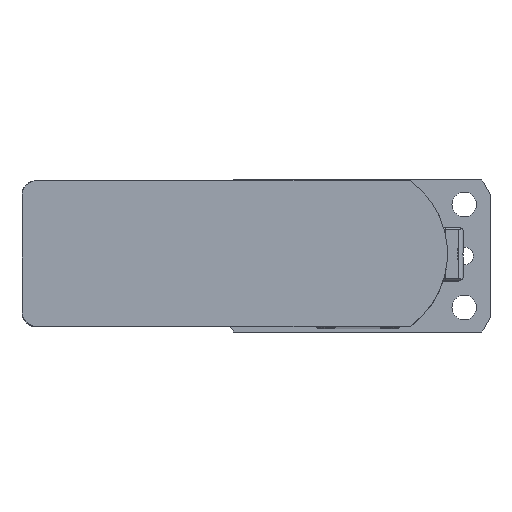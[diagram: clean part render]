
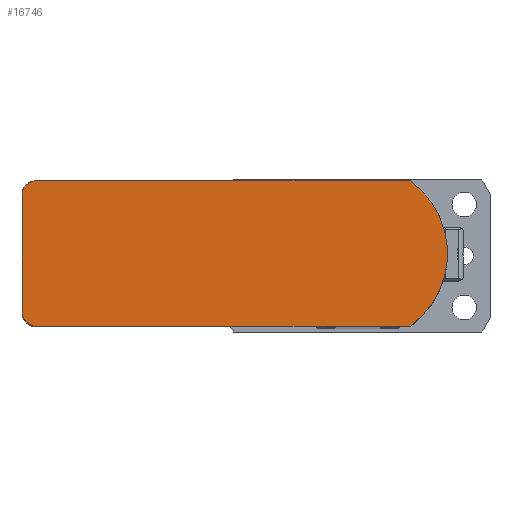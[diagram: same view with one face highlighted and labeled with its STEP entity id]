
A CAD part, top view. The second image highlights one B-rep face of the part: STEP entity #16746.
In plain terms, the highlighted planar face has unit normal (0, 0, 1).
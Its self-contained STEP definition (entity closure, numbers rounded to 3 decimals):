
#976=PLANE('',#18114);
#1594=FACE_OUTER_BOUND('',#2583,.T.);
#2583=EDGE_LOOP('',(#12044,#12045,#12046,#12047,#12048,#12049));
#3797=LINE('',#24858,#5148);
#3798=LINE('',#24862,#5149);
#3799=LINE('',#24866,#5150);
#5148=VECTOR('',#20687,10.);
#5149=VECTOR('',#20690,10.);
#5150=VECTOR('',#20693,10.);
#6317=CIRCLE('',#18115,6.6);
#6318=CIRCLE('',#18116,6.6);
#6319=CIRCLE('',#18117,40.);
#7121=VERTEX_POINT('',#24856);
#7122=VERTEX_POINT('',#24857);
#7123=VERTEX_POINT('',#24859);
#7124=VERTEX_POINT('',#24861);
#7125=VERTEX_POINT('',#24863);
#7126=VERTEX_POINT('',#24865);
#8945=EDGE_CURVE('',#7121,#7122,#3797,.T.);
#8946=EDGE_CURVE('',#7122,#7123,#6317,.T.);
#8947=EDGE_CURVE('',#7123,#7124,#3798,.T.);
#8948=EDGE_CURVE('',#7124,#7125,#6318,.T.);
#8949=EDGE_CURVE('',#7125,#7126,#3799,.T.);
#8950=EDGE_CURVE('',#7126,#7121,#6319,.T.);
#12044=ORIENTED_EDGE('',*,*,#8945,.T.);
#12045=ORIENTED_EDGE('',*,*,#8946,.T.);
#12046=ORIENTED_EDGE('',*,*,#8947,.T.);
#12047=ORIENTED_EDGE('',*,*,#8948,.T.);
#12048=ORIENTED_EDGE('',*,*,#8949,.T.);
#12049=ORIENTED_EDGE('',*,*,#8950,.T.);
#16746=ADVANCED_FACE('',(#1594),#976,.T.);
#18114=AXIS2_PLACEMENT_3D('',#24855,#20685,#20686);
#18115=AXIS2_PLACEMENT_3D('',#24860,#20688,#20689);
#18116=AXIS2_PLACEMENT_3D('',#24864,#20691,#20692);
#18117=AXIS2_PLACEMENT_3D('',#24867,#20694,#20695);
#20685=DIRECTION('center_axis',(0.,0.,1.));
#20686=DIRECTION('ref_axis',(1.,0.,0.));
#20687=DIRECTION('',(-1.,0.,0.));
#20688=DIRECTION('center_axis',(0.,0.,1.));
#20689=DIRECTION('ref_axis',(0.,1.,0.));
#20690=DIRECTION('',(0.,-1.,0.));
#20691=DIRECTION('center_axis',(0.,0.,1.));
#20692=DIRECTION('ref_axis',(-1.,0.,0.));
#20693=DIRECTION('',(1.,0.,0.));
#20694=DIRECTION('center_axis',(0.,0.,1.));
#20695=DIRECTION('ref_axis',(0.583,-0.813,0.));
#24855=CARTESIAN_POINT('Origin',(-61.472,0.,
656.));
#24856=CARTESIAN_POINT('',(23.318,32.5,656.));
#24857=CARTESIAN_POINT('',(-143.4,32.5,656.));
#24858=CARTESIAN_POINT('',(23.318,32.5,656.));
#24859=CARTESIAN_POINT('',(-150.,25.9,656.));
#24860=CARTESIAN_POINT('Origin',(-143.4,25.9,656.));
#24861=CARTESIAN_POINT('',(-150.,-25.9,656.));
#24862=CARTESIAN_POINT('',(-150.,25.9,656.));
#24863=CARTESIAN_POINT('',(-143.4,-32.5,656.));
#24864=CARTESIAN_POINT('Origin',(-143.4,-25.9,656.));
#24865=CARTESIAN_POINT('',(23.318,-32.5,656.));
#24866=CARTESIAN_POINT('',(-143.4,-32.5,656.));
#24867=CARTESIAN_POINT('Origin',(0.,0.,
656.));
